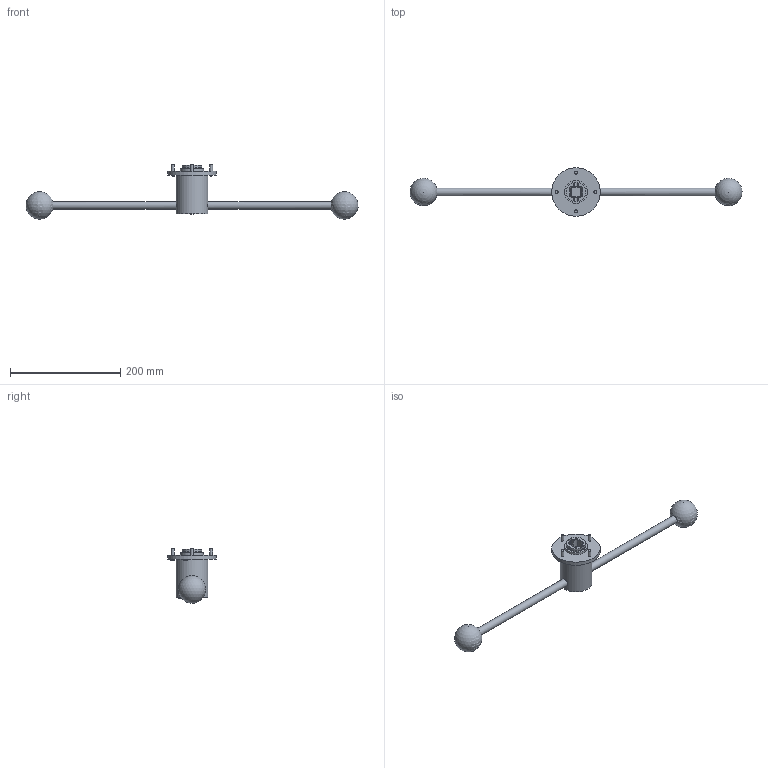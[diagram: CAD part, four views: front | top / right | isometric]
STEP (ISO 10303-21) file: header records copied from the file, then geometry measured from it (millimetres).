
FILE_DESCRIPTION(/* description */ (''),/* implementation_level */ '2;1');
FILE_NAME(/* name */ 'Mando E S5000-4.stp',/* time_stamp */ '2019-05-06T14:53:52+02:00',/* author */ ('david'),/* organization */ (''),/* preprocessor_version */ 'ST-DEVELOPER v15.6',/* originating_system */ 'Autodesk Inventor 2015',/* authorisation */ '');
FILE_SCHEMA (('AUTOMOTIVE_DESIGN { 1 0 10303 214 3 1 1 }'));
Length unit declared in the file: millimetre
Products named in the file (1): Pieza2
Bounding box: 603.62 x 88 x 99 mm (x, y, z)
Volume: 432617 mm3; surface area: 68426.4 mm2
Topology: 1 solids, 1 shells, 123 faces, 292 edges, 191 vertices
Faces by surface type: plane 70, cylinder 25, bspline 20, cone 6, sphere 2
Full cylindrical faces by diameter (mm): 5 x4, 5.6 x1, 8 x1, 14 x2, 34 x1, 35.5 x2, 36 x1, 42 x1, 58 x1, 88 x1
Entity records: 3813 total; most frequent: CARTESIAN_POINT 1039, ORIENTED_EDGE 530, DIRECTION 475, EDGE_CURVE 265, VERTEX_POINT 182, EDGE_LOOP 161, LINE 159, VECTOR 159
